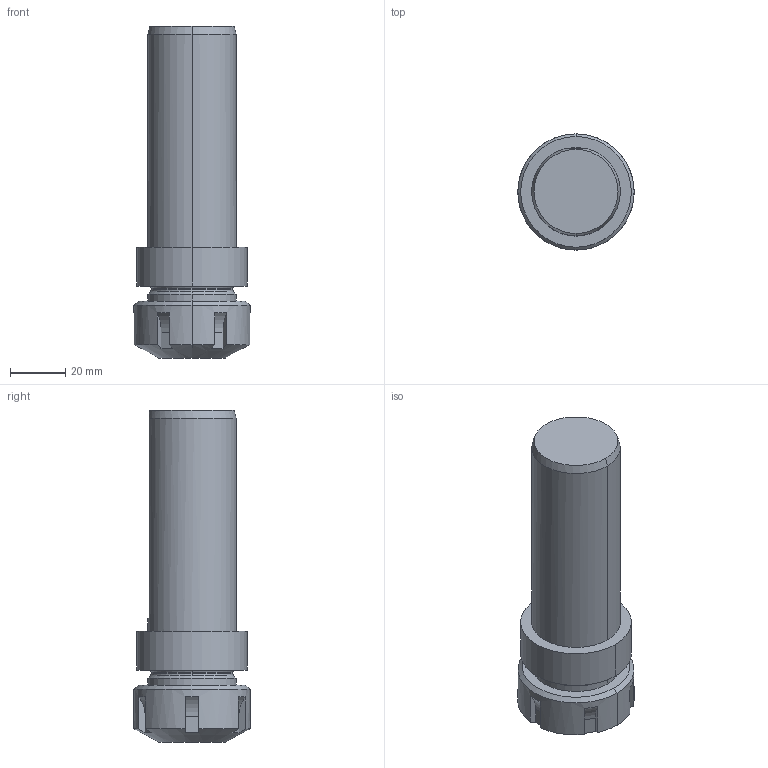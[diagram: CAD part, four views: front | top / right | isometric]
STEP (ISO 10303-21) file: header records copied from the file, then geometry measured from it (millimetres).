
FILE_DESCRIPTION(('HOOPS Exchange Step'),'2;1');
FILE_NAME('Modelcomposition.stp','2024-09-05T09:59:38+00:00',('toolarena-modelservice-ewspro'),('Unknown organisation'),'HOOPS Exchange 2021.2','HOOPS Exchange','Unknown authorisation');
FILE_SCHEMA( ('AP242_MANAGED_MODEL_BASED_3D_ENGINEERING_MIM_LF {1 0 10303 442 1 1 4 }') );
Length unit declared in the file: millimetre
Products named in the file (1): EWS_185895_DIN4003
Bounding box: 42 x 42 x 120 mm (x, y, z)
Volume: 110716.5 mm3; surface area: 16444.7 mm2
Topology: 1 solids, 1 shells, 53 faces, 138 edges, 90 vertices
Faces by surface type: plane 25, cylinder 16, cone 8, torus 4
Entity records: 1697 total; most frequent: CARTESIAN_POINT 358, DIRECTION 293, ORIENTED_EDGE 276, EDGE_CURVE 138, AXIS2_PLACEMENT_3D 121, VERTEX_POINT 90, CIRCLE 59, EDGE_LOOP 56
